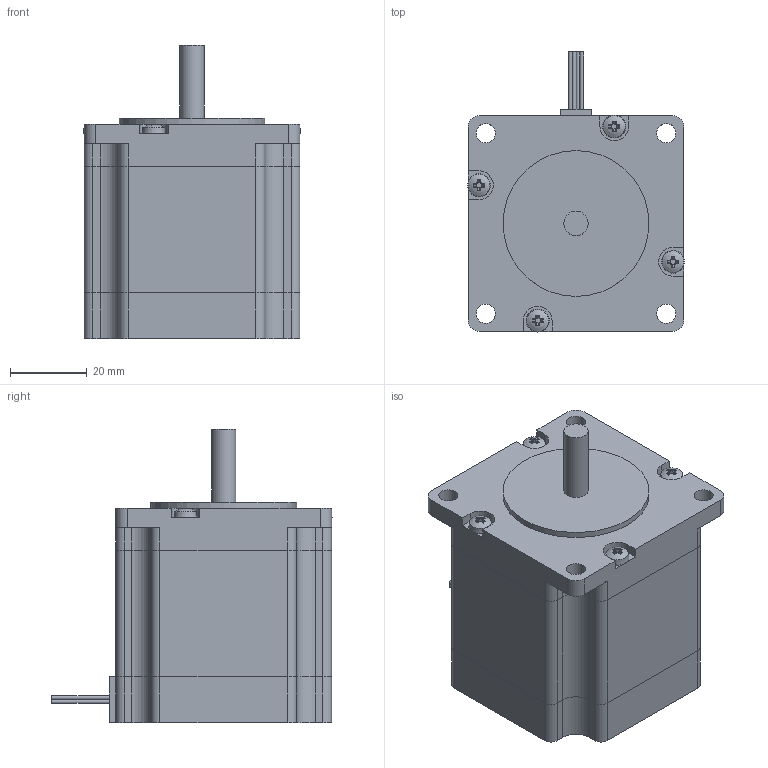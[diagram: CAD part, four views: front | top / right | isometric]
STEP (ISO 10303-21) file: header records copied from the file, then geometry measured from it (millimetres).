
FILE_DESCRIPTION((''),'2;1');
FILE_NAME('ST5918M2008-A.stp','2014-04-09T13:04:47',('schneid_a'),(''),'Autodesk Inventor 2010','Autodesk Inventor 2010','');
FILE_SCHEMA(('AUTOMOTIVE_DESIGN { 1 0 10303 214 1 1 1 1 }'));
Length unit declared in the file: millimetre
Products named in the file (8): ST5918M2008-A; Frontcap_ST5918; shaft_forward_5918; Stator_5918_M; Endcap ST5918_A_kompl; Endcap_5918_A; leads_4_ST5918; DIN 7985 (H) M3x8-H
Assembly tree (10 placements, depth 3):
  ST5918M2008-A
    Frontcap_ST5918
    shaft_forward_5918
    Stator_5918_M
    Endcap ST5918_A_kompl
      Endcap_5918_A
      leads_4_ST5918
    DIN 7985 (H) M3x8-H  x4
Bounding box: 56.7 x 73.25 x 76.6 mm (x, y, z)
Volume: 163470.7 mm3; surface area: 31956 mm2
Topology: 10 solids, 10 shells, 310 faces, 803 edges, 511 vertices
Faces by surface type: plane 158, cylinder 76, cone 60, bspline 12, sphere 4
Full cylindrical faces by diameter (mm): 1 x2, 2.75 x4, 3 x4, 6.35 x1, 38.1 x1
Entity records: 6232 total; most frequent: CARTESIAN_POINT 1226, DIRECTION 1058, ORIENTED_EDGE 952, EDGE_CURVE 476, AXIS2_PLACEMENT_3D 397, VERTEX_POINT 308, VECTOR 264, LINE 264
